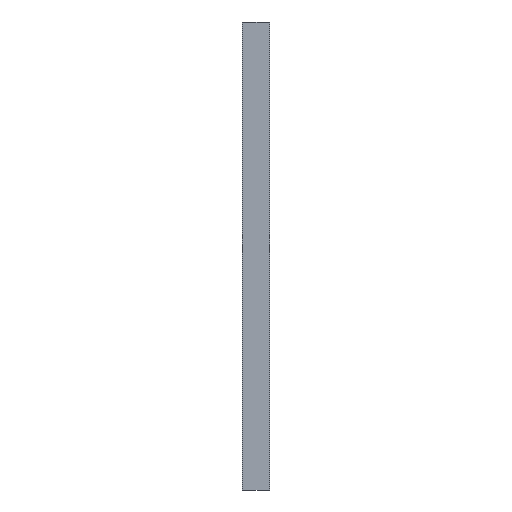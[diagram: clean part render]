
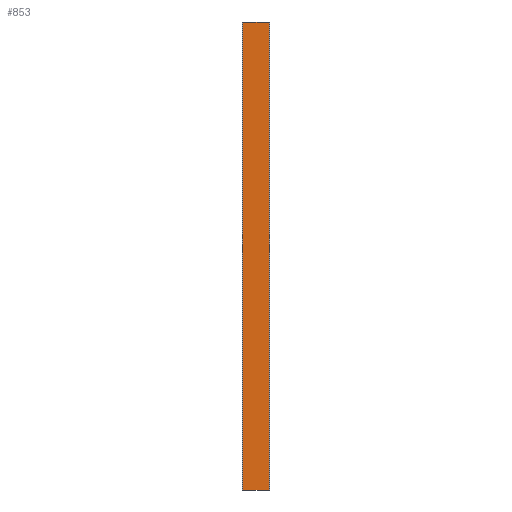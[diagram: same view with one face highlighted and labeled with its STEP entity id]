
A CAD part, left-side view. The second image highlights one B-rep face of the part: STEP entity #853.
In plain terms, the highlighted planar face has unit normal (-1, 0, 0).
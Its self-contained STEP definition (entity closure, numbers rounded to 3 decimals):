
#79=FACE_OUTER_BOUND('',#123,.T.);
#123=EDGE_LOOP('',(#739,#740,#741,#742));
#192=LINE('',#1317,#270);
#248=LINE('',#1476,#326);
#249=LINE('',#1479,#327);
#250=LINE('',#1480,#328);
#270=VECTOR('',#1036,10.);
#326=VECTOR('',#1218,10.);
#327=VECTOR('',#1221,10.);
#328=VECTOR('',#1222,10.);
#371=VERTEX_POINT('',#1314);
#372=VERTEX_POINT('',#1316);
#412=VERTEX_POINT('',#1474);
#413=VERTEX_POINT('',#1478);
#455=EDGE_CURVE('',#371,#372,#192,.T.);
#535=EDGE_CURVE('',#371,#412,#248,.T.);
#536=EDGE_CURVE('',#413,#412,#249,.T.);
#537=EDGE_CURVE('',#372,#413,#250,.T.);
#739=ORIENTED_EDGE('',*,*,#535,.T.);
#740=ORIENTED_EDGE('',*,*,#536,.F.);
#741=ORIENTED_EDGE('',*,*,#537,.F.);
#742=ORIENTED_EDGE('',*,*,#455,.F.);
#810=PLANE('',#964);
#853=ADVANCED_FACE('',(#79),#810,.T.);
#964=AXIS2_PLACEMENT_3D('',#1477,#1219,#1220);
#1036=DIRECTION('',(0.,1.,0.));
#1218=DIRECTION('',(0.,0.,1.));
#1219=DIRECTION('center_axis',(-1.,0.,0.));
#1220=DIRECTION('ref_axis',(0.,-1.,0.));
#1221=DIRECTION('',(0.,-1.,0.));
#1222=DIRECTION('',(0.,0.,1.));
#1314=CARTESIAN_POINT('',(-20.,-28.55,-500.));
#1316=CARTESIAN_POINT('',(-20.,28.55,-500.));
#1317=CARTESIAN_POINT('',(-20.,28.55,-500.));
#1474=CARTESIAN_POINT('',(-20.,-28.55,500.));
#1476=CARTESIAN_POINT('',(-20.,-28.55,0.));
#1477=CARTESIAN_POINT('Origin',(-20.,28.55,0.));
#1478=CARTESIAN_POINT('',(-20.,28.55,500.));
#1479=CARTESIAN_POINT('',(-20.,28.55,500.));
#1480=CARTESIAN_POINT('',(-20.,28.55,0.));
